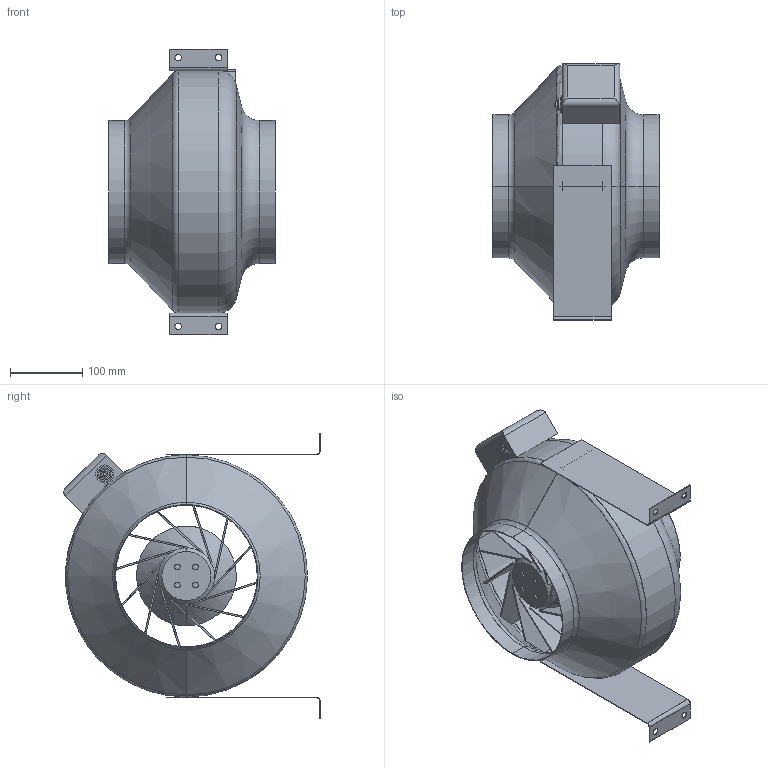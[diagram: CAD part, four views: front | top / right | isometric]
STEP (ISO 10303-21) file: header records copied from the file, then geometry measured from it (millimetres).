
FILE_DESCRIPTION (( 'STEP AP214' ), '1' );
FILE_NAME ('ERR 20-1.STEP', '2020-06-03T09:48:00', ( '' ), ( '' ), 'SwSTEP 2.0', 'SolidWorks 2017', '' );
FILE_SCHEMA (( 'AUTOMOTIVE_DESIGN' ));
Length unit declared in the file: millimetre
Products named in the file (1): ERR 20-1
Bounding box: 230 x 354.57 x 395 mm (x, y, z)
Volume: 1605715.2 mm3; surface area: 824983.8 mm2
Topology: 4 solids, 4 shells, 262 faces, 691 edges, 447 vertices
Faces by surface type: plane 119, cylinder 77, cone 50, torus 16
Entity records: 8896 total; most frequent: CARTESIAN_POINT 2423, ORIENTED_EDGE 1382, DIRECTION 1291, EDGE_CURVE 691, AXIS2_PLACEMENT_3D 481, VERTEX_POINT 447, VECTOR 329, LINE 329
